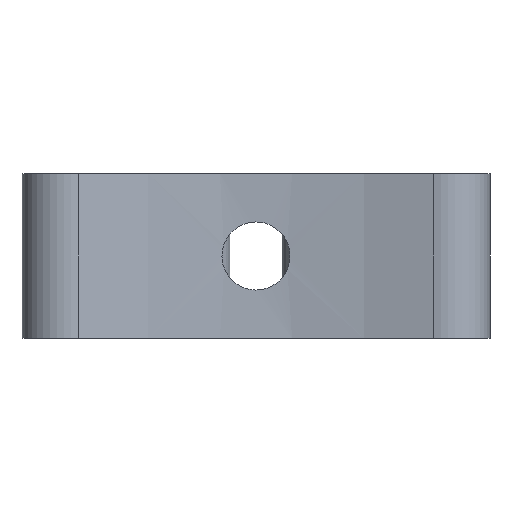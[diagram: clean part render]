
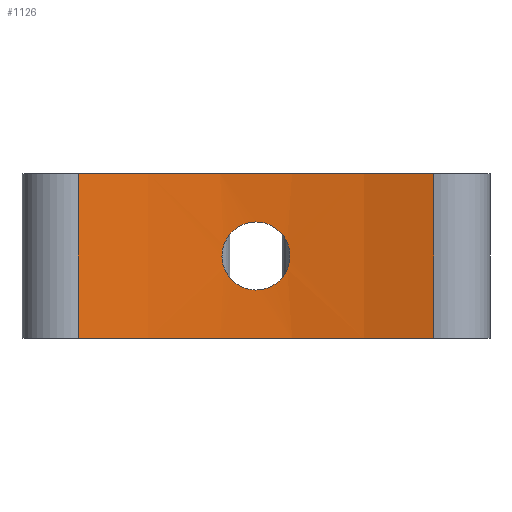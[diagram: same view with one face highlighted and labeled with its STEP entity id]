
A CAD part, front view. The second image highlights one B-rep face of the part: STEP entity #1126.
In plain terms, the highlighted cylindrical face has radius 29.158 mm (diameter 58.316 mm), a partial arc.
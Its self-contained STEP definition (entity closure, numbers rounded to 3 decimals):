
#9 = CARTESIAN_POINT ( 'NONE',  ( 8.629, -0.506, -4. ) ) ;
#38 = CARTESIAN_POINT ( 'NONE',  ( -1.597, 0.756, 0.428 ) ) ;
#44 = B_SPLINE_CURVE_WITH_KNOTS ( 'NONE', 3,
 ( #557, #1433, #185, #926, #56, #797, #1561, #676, #1430, #549, #1300, #417, #1164, #301, #1044, #179, #921, #53, #790, #1551, #673, #1422, #545, #1156, #415, #1291, #104, #1146, #282, #157 ),
 .UNSPECIFIED., .F., .F.,
 ( 4, 2, 2, 2, 2, 2, 2, 2, 2, 2, 2, 2, 2, 2, 4 ),
 ( 0., 0., 0.001, 0.001, 0.001, 0.002, 0.003, 0.003, 0.003, 0.004, 0.004, 0.004, 0.005, 0.005, 0.005 ),
 .UNSPECIFIED. ) ;
#53 = CARTESIAN_POINT ( 'NONE',  ( 1.483, 0.762, 0.731 ) ) ;
#56 = CARTESIAN_POINT ( 'NONE',  ( 0.532, 0.795, -1.566 ) ) ;
#80 = CARTESIAN_POINT ( 'NONE',  ( -8.629, -0.506, 4. ) ) ;
#104 = CARTESIAN_POINT ( 'NONE',  ( 0.429, 0.797, 1.597 ) ) ;
#110 = VERTEX_POINT ( 'NONE', #556 ) ;
#124 = CARTESIAN_POINT ( 'NONE',  ( -0.83, 0.789, 1.442 ) ) ;
#130 = CARTESIAN_POINT ( 'NONE',  ( 0., 0.8, -1.65 ) ) ;
#143 = CYLINDRICAL_SURFACE ( 'NONE', #975, 29.158 ) ;
#157 = CARTESIAN_POINT ( 'NONE',  ( 0., 0.8, 1.65 ) ) ;
#172 = DIRECTION ( 'NONE',  ( 0., 0., -1. ) ) ;
#179 = CARTESIAN_POINT ( 'NONE',  ( 1.597, 0.756, 0.428 ) ) ;
#182 = EDGE_CURVE ( 'NONE', #962, #343, #831, .T. ) ;
#183 = FACE_BOUND ( 'NONE', #719, .T. ) ;
#185 = CARTESIAN_POINT ( 'NONE',  ( 0.216, 0.799, -1.639 ) ) ;
#245 = CARTESIAN_POINT ( 'NONE',  ( -1.565, 0.758, 0.533 ) ) ;
#253 = CARTESIAN_POINT ( 'NONE',  ( -0.435, 0.797, -1.606 ) ) ;
#282 = CARTESIAN_POINT ( 'NONE',  ( 0.108, 0.8, 1.65 ) ) ;
#297 = DIRECTION ( 'NONE',  ( 1., 0., 0. ) ) ;
#301 = CARTESIAN_POINT ( 'NONE',  ( 1.65, 0.753, 0.107 ) ) ;
#343 = VERTEX_POINT ( 'NONE', #9 ) ;
#378 = CARTESIAN_POINT ( 'NONE',  ( -1.015, 0.783, -1.318 ) ) ;
#389 = DIRECTION ( 'NONE',  ( -1., 0., 0. ) ) ;
#392 = ORIENTED_EDGE ( 'NONE', *, *, #1387, .F. ) ;
#415 = CARTESIAN_POINT ( 'NONE',  ( 0.731, 0.791, 1.483 ) ) ;
#417 = CARTESIAN_POINT ( 'NONE',  ( 1.607, 0.756, -0.433 ) ) ;
#431 = CIRCLE ( 'NONE', #1059, 29.158 ) ;
#464 = DIRECTION ( 'NONE',  ( 0., 0., -1. ) ) ;
#483 = DIRECTION ( 'NONE',  ( 1., 0., 0. ) ) ;
#498 = CARTESIAN_POINT ( 'NONE',  ( -1.313, 0.77, -1.005 ) ) ;
#516 = VECTOR ( 'NONE', #1002, 1000. ) ;
#535 = CARTESIAN_POINT ( 'NONE',  ( -8.629, -0.506, 4. ) ) ;
#545 = CARTESIAN_POINT ( 'NONE',  ( 1.007, 0.783, 1.312 ) ) ;
#549 = CARTESIAN_POINT ( 'NONE',  ( 1.319, 0.771, -1.014 ) ) ;
#556 = CARTESIAN_POINT ( 'NONE',  ( 0., 0.8, -1.65 ) ) ;
#557 = CARTESIAN_POINT ( 'NONE',  ( 0., 0.8, -1.65 ) ) ;
#618 = CARTESIAN_POINT ( 'NONE',  ( -1.312, 0.771, 1.007 ) ) ;
#636 = CARTESIAN_POINT ( 'NONE',  ( -1.483, 0.762, -0.731 ) ) ;
#673 = CARTESIAN_POINT ( 'NONE',  ( 1.244, 0.774, 1.089 ) ) ;
#676 = CARTESIAN_POINT ( 'NONE',  ( 1.006, 0.783, -1.312 ) ) ;
#688 = AXIS2_PLACEMENT_3D ( 'NONE', #1181, #464, #483 ) ;
#696 = CARTESIAN_POINT ( 'NONE',  ( 8.629, -0.506, 4. ) ) ;
#719 = EDGE_LOOP ( 'NONE', ( #392, #1548 ) ) ;
#736 = CARTESIAN_POINT ( 'NONE',  ( -1.482, 0.762, 0.733 ) ) ;
#778 = CARTESIAN_POINT ( 'NONE',  ( -1.639, 0.754, 0.217 ) ) ;
#790 = CARTESIAN_POINT ( 'NONE',  ( 1.432, 0.765, 0.827 ) ) ;
#797 = CARTESIAN_POINT ( 'NONE',  ( 0.732, 0.791, -1.483 ) ) ;
#831 = LINE ( 'NONE', #696, #972 ) ;
#850 = ORIENTED_EDGE ( 'NONE', *, *, #182, .F. ) ;
#865 = CARTESIAN_POINT ( 'NONE',  ( -1.014, 0.783, 1.32 ) ) ;
#921 = CARTESIAN_POINT ( 'NONE',  ( 1.566, 0.758, 0.531 ) ) ;
#926 = CARTESIAN_POINT ( 'NONE',  ( 0.427, 0.797, -1.597 ) ) ;
#932 = EDGE_CURVE ( 'NONE', #1307, #962, #985, .T. ) ;
#962 = VERTEX_POINT ( 'NONE', #1232 ) ;
#972 = VECTOR ( 'NONE', #1316, 1000. ) ;
#975 = AXIS2_PLACEMENT_3D ( 'NONE', #1135, #1520, #389 ) ;
#985 = CIRCLE ( 'NONE', #688, 29.158 ) ;
#991 = CARTESIAN_POINT ( 'NONE',  ( -0.432, 0.797, 1.607 ) ) ;
#998 = CARTESIAN_POINT ( 'NONE',  ( -0.218, 0.8, -1.65 ) ) ;
#1002 = DIRECTION ( 'NONE',  ( 0., 0., -1. ) ) ;
#1022 = CARTESIAN_POINT ( 'NONE',  ( 0., -28.358, -4. ) ) ;
#1025 = CARTESIAN_POINT ( 'NONE',  ( 0., 0.8, 1.65 ) ) ;
#1044 = CARTESIAN_POINT ( 'NONE',  ( 1.639, 0.754, 0.216 ) ) ;
#1047 = ORIENTED_EDGE ( 'NONE', *, *, #1206, .T. ) ;
#1059 = AXIS2_PLACEMENT_3D ( 'NONE', #1022, #172, #297 ) ;
#1097 = B_SPLINE_CURVE_WITH_KNOTS ( 'NONE', 3,
 ( #1025, #1488, #991, #124, #865, #1629, #618, #1493, #736, #245, #38, #778, #1278, #1113, #1504, #636, #1384, #498, #1248, #378, #1120, #253, #998, #130 ),
 .UNSPECIFIED., .F., .F.,
 ( 4, 2, 2, 2, 2, 2, 2, 2, 2, 2, 2, 4 ),
 ( 0.005, 0.006, 0.006, 0.007, 0.007, 0.007, 0.008, 0.008, 0.009, 0.009, 0.01, 0.01 ),
 .UNSPECIFIED. ) ;
#1113 = CARTESIAN_POINT ( 'NONE',  ( -1.65, 0.753, -0.216 ) ) ;
#1120 = CARTESIAN_POINT ( 'NONE',  ( -0.832, 0.789, -1.441 ) ) ;
#1126 = ADVANCED_FACE ( 'NONE', ( #1582, #183 ), #143, .F. ) ;
#1135 = CARTESIAN_POINT ( 'NONE',  ( 0., -28.358, 4. ) ) ;
#1146 = CARTESIAN_POINT ( 'NONE',  ( 0.217, 0.799, 1.639 ) ) ;
#1156 = CARTESIAN_POINT ( 'NONE',  ( 0.828, 0.788, 1.431 ) ) ;
#1164 = CARTESIAN_POINT ( 'NONE',  ( 1.65, 0.753, -0.216 ) ) ;
#1167 = ORIENTED_EDGE ( 'NONE', *, *, #932, .F. ) ;
#1181 = CARTESIAN_POINT ( 'NONE',  ( 0., -28.358, 4. ) ) ;
#1206 = EDGE_CURVE ( 'NONE', #1549, #343, #431, .T. ) ;
#1232 = CARTESIAN_POINT ( 'NONE',  ( 8.629, -0.506, 4. ) ) ;
#1248 = CARTESIAN_POINT ( 'NONE',  ( -1.244, 0.774, -1.09 ) ) ;
#1278 = CARTESIAN_POINT ( 'NONE',  ( -1.65, 0.753, 0.11 ) ) ;
#1291 = CARTESIAN_POINT ( 'NONE',  ( 0.531, 0.795, 1.566 ) ) ;
#1300 = CARTESIAN_POINT ( 'NONE',  ( 1.442, 0.764, -0.83 ) ) ;
#1307 = VERTEX_POINT ( 'NONE', #80 ) ;
#1316 = DIRECTION ( 'NONE',  ( 0., 0., -1. ) ) ;
#1384 = CARTESIAN_POINT ( 'NONE',  ( -1.433, 0.765, -0.825 ) ) ;
#1387 = EDGE_CURVE ( 'NONE', #110, #1590, #44, .T. ) ;
#1391 = CARTESIAN_POINT ( 'NONE',  ( 0., 0.8, 1.65 ) ) ;
#1422 = CARTESIAN_POINT ( 'NONE',  ( 1.09, 0.78, 1.244 ) ) ;
#1430 = CARTESIAN_POINT ( 'NONE',  ( 1.091, 0.78, -1.243 ) ) ;
#1433 = CARTESIAN_POINT ( 'NONE',  ( 0.109, 0.8, -1.65 ) ) ;
#1436 = EDGE_LOOP ( 'NONE', ( #1047, #850, #1167, #1547 ) ) ;
#1488 = CARTESIAN_POINT ( 'NONE',  ( -0.215, 0.8, 1.65 ) ) ;
#1493 = CARTESIAN_POINT ( 'NONE',  ( -1.432, 0.765, 0.827 ) ) ;
#1504 = CARTESIAN_POINT ( 'NONE',  ( -1.607, 0.756, -0.431 ) ) ;
#1517 = LINE ( 'NONE', #535, #516 ) ;
#1520 = DIRECTION ( 'NONE',  ( 0., 0., -1. ) ) ;
#1547 = ORIENTED_EDGE ( 'NONE', *, *, #1607, .T. ) ;
#1548 = ORIENTED_EDGE ( 'NONE', *, *, #1552, .F. ) ;
#1549 = VERTEX_POINT ( 'NONE', #1618 ) ;
#1551 = CARTESIAN_POINT ( 'NONE',  ( 1.312, 0.771, 1.006 ) ) ;
#1552 = EDGE_CURVE ( 'NONE', #1590, #110, #1097, .T. ) ;
#1561 = CARTESIAN_POINT ( 'NONE',  ( 0.827, 0.788, -1.432 ) ) ;
#1582 = FACE_OUTER_BOUND ( 'NONE', #1436, .T. ) ;
#1590 = VERTEX_POINT ( 'NONE', #1391 ) ;
#1607 = EDGE_CURVE ( 'NONE', #1307, #1549, #1517, .T. ) ;
#1618 = CARTESIAN_POINT ( 'NONE',  ( -8.629, -0.506, -4. ) ) ;
#1629 = CARTESIAN_POINT ( 'NONE',  ( -1.242, 0.774, 1.092 ) ) ;
